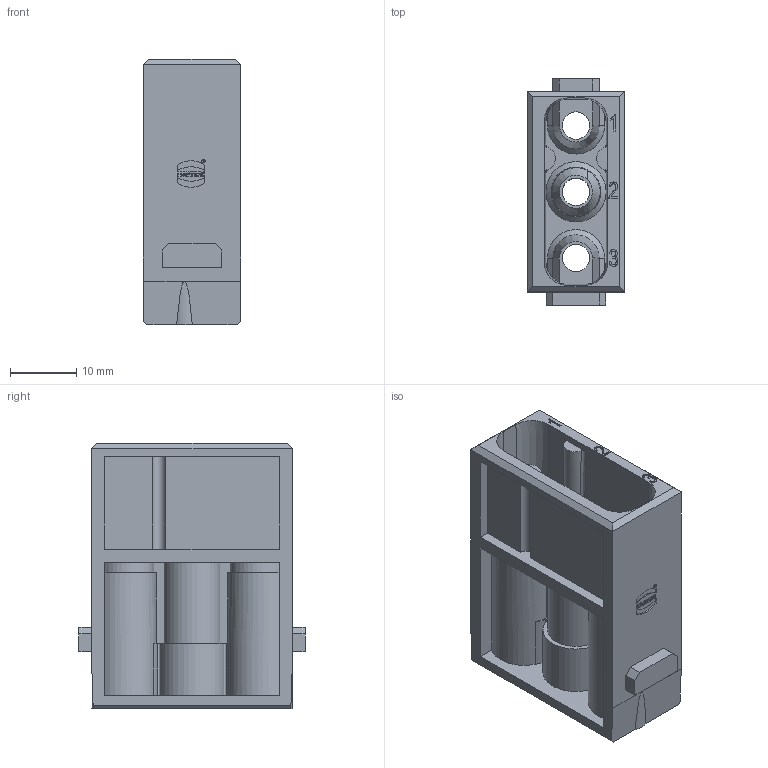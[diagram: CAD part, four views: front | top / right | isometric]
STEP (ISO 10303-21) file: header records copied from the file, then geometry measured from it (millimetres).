
FILE_DESCRIPTION(/* description */ (''),/* implementation_level */ '2;1');
FILE_NAME(/* name */ '100543528ugm000_b.stp',/* time_stamp */ '2019-11-19T08:19:52+01:00',/* author */ (''),/* organization */ (''),/* preprocessor_version */ 'ST-DEVELOPER v16.7',/* originating_system */ 'SIEMENS PLM Software NX 12.0',/* authorisation */ '');
FILE_SCHEMA (('AUTOMOTIVE_DESIGN { 1 0 10303 214 3 1 1 1 }'));
Length unit declared in the file: millimetre
Products named in the file (1): 100543528ugm000_b
Bounding box: 14.65 x 34.2 x 40.1 mm (x, y, z)
Volume: 6878.4 mm3; surface area: 9560.6 mm2
Topology: 1 solids, 1 shells, 385 faces, 1141 edges, 873 vertices
Faces by surface type: plane 256, cylinder 48, cone 41, extrusion 20, bspline 16, revolution 4
Full cylindrical faces by diameter (mm): 0.455 x1, 0.538 x1, 4.15 x3, 6.3 x3
Entity records: 17048 total; most frequent: CARTESIAN_POINT 4196, ORIENTED_EDGE 2076, DIRECTION 1840, EDGE_CURVE 1038, VERTEX_POINT 690, VECTOR 686, LINE 666, AXIS2_PLACEMENT_3D 575
